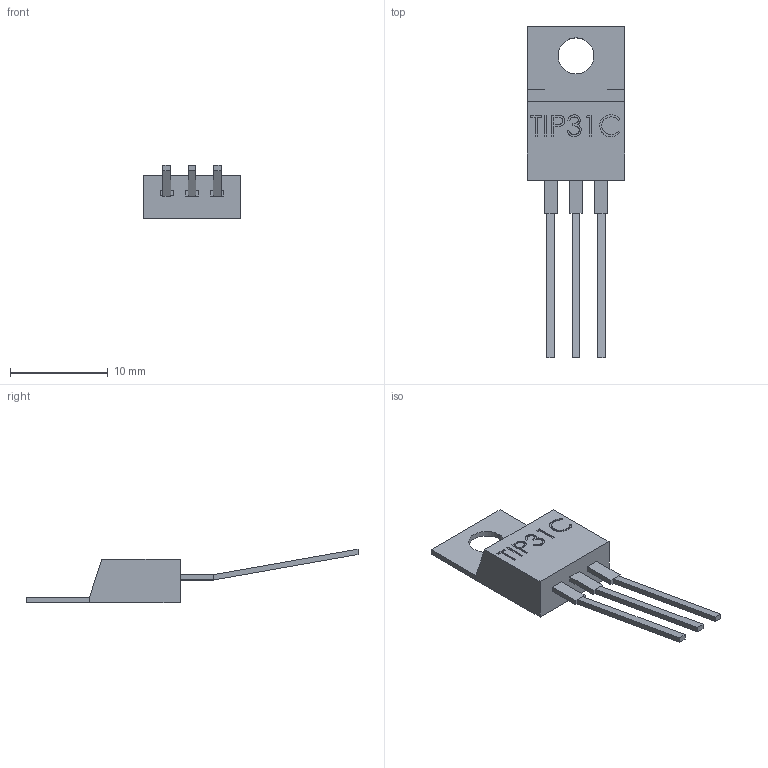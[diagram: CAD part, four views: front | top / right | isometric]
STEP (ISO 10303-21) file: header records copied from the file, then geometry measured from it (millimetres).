
FILE_DESCRIPTION (( 'STEP AP214' ), '1' );
FILE_NAME ('TIP31C.STEP', '2022-12-30T11:25:27', ( '' ), ( '' ), 'SwSTEP 2.0', 'SolidWorks 2021', '' );
FILE_SCHEMA (( 'AUTOMOTIVE_DESIGN' ));
Length unit declared in the file: inch
Products named in the file (1): TIP31C
Bounding box: 9.97 x 33.92 x 5.48 mm (x, y, z)
Volume: 442.7 mm3; surface area: 721.8 mm2
Topology: 2 solids, 2 shells, 126 faces, 322 edges, 210 vertices
Faces by surface type: plane 95, bspline 29, cylinder 2
Entity records: 6050 total; most frequent: CARTESIAN_POINT 2424, ORIENTED_EDGE 644, DIRECTION 464, EDGE_CURVE 322, VECTOR 260, LINE 260, VERTEX_POINT 210, EDGE_LOOP 138
